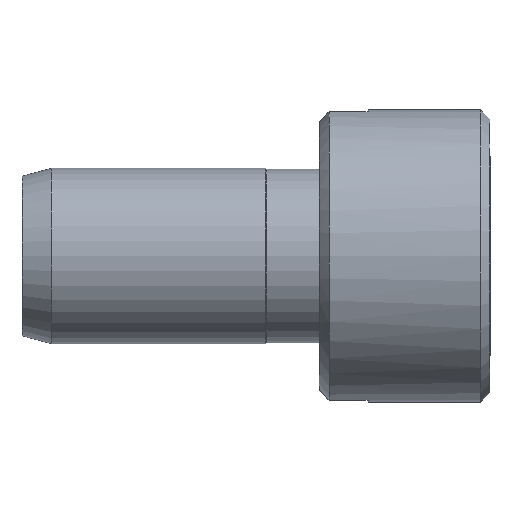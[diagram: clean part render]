
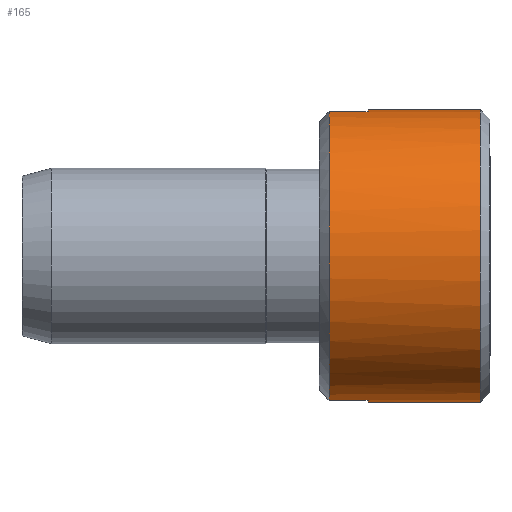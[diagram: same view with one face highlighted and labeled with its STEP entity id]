
A CAD part, top view. The second image highlights one B-rep face of the part: STEP entity #165.
In plain terms, the highlighted cylindrical face has radius 15 mm (diameter 30 mm), a full revolution.
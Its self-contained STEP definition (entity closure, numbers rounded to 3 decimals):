
#165 = ADVANCED_FACE( '', ( #300, #301 ), #302, .T. );
#300 = FACE_OUTER_BOUND( '', #434, .T. );
#301 = FACE_OUTER_BOUND( '', #435, .T. );
#302 = CYLINDRICAL_SURFACE( '', #436, 15. );
#434 = EDGE_LOOP( '', ( #602 ) );
#435 = EDGE_LOOP( '', ( #603, #604, #605, #606, #607, #608, #609, #610 ) );
#436 = AXIS2_PLACEMENT_3D( '', #611, #612, #613 );
#602 = ORIENTED_EDGE( '', *, *, #785, .T. );
#603 = ORIENTED_EDGE( '', *, *, #760, .F. );
#604 = ORIENTED_EDGE( '', *, *, #786, .T. );
#605 = ORIENTED_EDGE( '', *, *, #787, .F. );
#606 = ORIENTED_EDGE( '', *, *, #788, .T. );
#607 = ORIENTED_EDGE( '', *, *, #752, .F. );
#608 = ORIENTED_EDGE( '', *, *, #765, .T. );
#609 = ORIENTED_EDGE( '', *, *, #773, .F. );
#610 = ORIENTED_EDGE( '', *, *, #780, .T. );
#611 = CARTESIAN_POINT( '', ( -60., 0., 0. ) );
#612 = DIRECTION( '', ( 1., 0., 0. ) );
#613 = DIRECTION( '', ( 0., 0., 1. ) );
#752 = EDGE_CURVE( '', #845, #847, #848, .F. );
#760 = EDGE_CURVE( '', #859, #861, #862, .F. );
#765 = EDGE_CURVE( '', #845, #868, #869, .T. );
#773 = EDGE_CURVE( '', #880, #868, #882, .T. );
#780 = EDGE_CURVE( '', #880, #861, #891, .T. );
#785 = EDGE_CURVE( '', #897, #897, #898, .T. );
#786 = EDGE_CURVE( '', #859, #899, #900, .T. );
#787 = EDGE_CURVE( '', #901, #899, #902, .T. );
#788 = EDGE_CURVE( '', #901, #847, #903, .T. );
#845 = VERTEX_POINT( '', #970 );
#847 = VERTEX_POINT( '', #975 );
#848 = LINE( '', #976, #977 );
#859 = VERTEX_POINT( '', #991 );
#861 = VERTEX_POINT( '', #996 );
#862 = LINE( '', #997, #998 );
#868 = VERTEX_POINT( '', #1005 );
#869 = CIRCLE( '', #1006, 15. );
#880 = VERTEX_POINT( '', #1021 );
#882 = LINE( '', #1024, #1025 );
#891 = CIRCLE( '', #1035, 15. );
#897 = VERTEX_POINT( '', #1041 );
#898 = CIRCLE( '', #1042, 15. );
#899 = VERTEX_POINT( '', #1043 );
#900 = CIRCLE( '', #1044, 15. );
#901 = VERTEX_POINT( '', #1045 );
#902 = LINE( '', #1046, #1047 );
#903 = CIRCLE( '', #1048, 15. );
#970 = CARTESIAN_POINT( '', ( -16.5, -14.79, -2.5 ) );
#975 = CARTESIAN_POINT( '', ( -12.5, -14.79, -2.5 ) );
#976 = CARTESIAN_POINT( '', ( -60., -14.79, -2.5 ) );
#977 = VECTOR( '', #1118, 1000. );
#991 = CARTESIAN_POINT( '', ( -16.5, 14.79, 2.5 ) );
#996 = CARTESIAN_POINT( '', ( -12.5, 14.79, 2.5 ) );
#997 = CARTESIAN_POINT( '', ( -60., 14.79, 2.5 ) );
#998 = VECTOR( '', #1125, 1000. );
#1005 = CARTESIAN_POINT( '', ( -16.5, 14.79, -2.5 ) );
#1006 = AXIS2_PLACEMENT_3D( '', #1130, #1131, #1132 );
#1021 = CARTESIAN_POINT( '', ( -12.5, 14.79, -2.5 ) );
#1024 = CARTESIAN_POINT( '', ( -60., 14.79, -2.5 ) );
#1025 = VECTOR( '', #1141, 1000. );
#1035 = AXIS2_PLACEMENT_3D( '', #1149, #1150, #1151 );
#1041 = CARTESIAN_POINT( '', ( -1., 0., 15. ) );
#1042 = AXIS2_PLACEMENT_3D( '', #1158, #1159, #1160 );
#1043 = CARTESIAN_POINT( '', ( -16.5, -14.79, 2.5 ) );
#1044 = AXIS2_PLACEMENT_3D( '', #1161, #1162, #1163 );
#1045 = CARTESIAN_POINT( '', ( -12.5, -14.79, 2.5 ) );
#1046 = CARTESIAN_POINT( '', ( -60., -14.79, 2.5 ) );
#1047 = VECTOR( '', #1164, 1000. );
#1048 = AXIS2_PLACEMENT_3D( '', #1165, #1166, #1167 );
#1118 = DIRECTION( '', ( -1., 0., 0. ) );
#1125 = DIRECTION( '', ( -1., 0., 0. ) );
#1130 = CARTESIAN_POINT( '', ( -16.5, 0., 0. ) );
#1131 = DIRECTION( '', ( 1., 0., 0. ) );
#1132 = DIRECTION( '', ( 0., 0., -1. ) );
#1141 = DIRECTION( '', ( -1., 0., 0. ) );
#1149 = CARTESIAN_POINT( '', ( -12.5, 0., 0. ) );
#1150 = DIRECTION( '', ( 1., 0., 0. ) );
#1151 = DIRECTION( '', ( 0., 0., -1. ) );
#1158 = CARTESIAN_POINT( '', ( -1., 0., 0. ) );
#1159 = DIRECTION( '', ( -1., 0., 0. ) );
#1160 = DIRECTION( '', ( 0., 0., 1. ) );
#1161 = CARTESIAN_POINT( '', ( -16.5, 0., 0. ) );
#1162 = DIRECTION( '', ( 1., 0., 0. ) );
#1163 = DIRECTION( '', ( 0., 0., -1. ) );
#1164 = DIRECTION( '', ( -1., 0., 0. ) );
#1165 = CARTESIAN_POINT( '', ( -12.5, 0., 0. ) );
#1166 = DIRECTION( '', ( 1., 0., 0. ) );
#1167 = DIRECTION( '', ( 0., 0., -1. ) );
